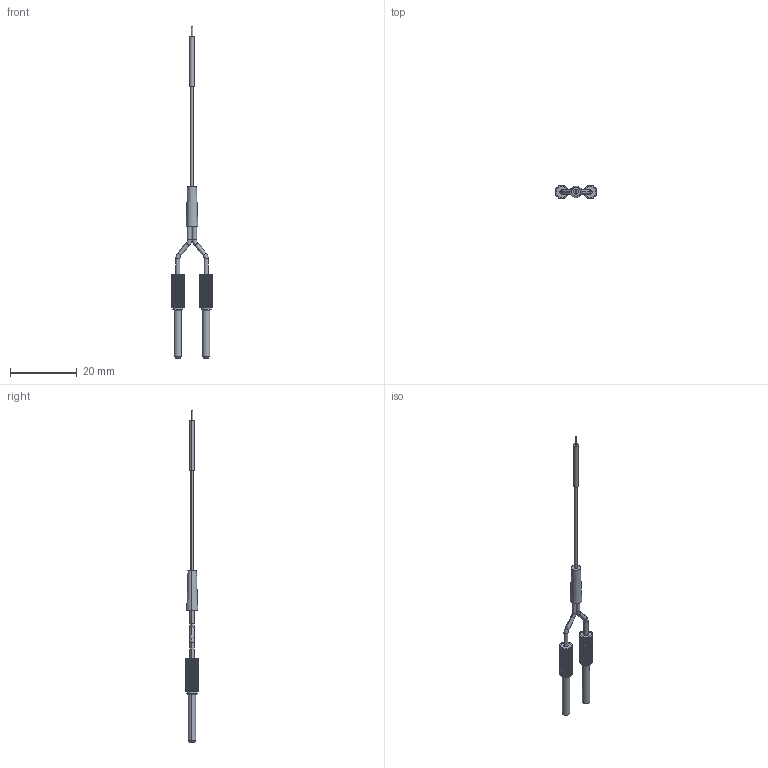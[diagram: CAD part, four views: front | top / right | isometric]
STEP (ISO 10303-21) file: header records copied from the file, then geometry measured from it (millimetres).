
FILE_DESCRIPTION (( 'STEP AP214' ), '1' );
FILE_NAME ('FOACAMPDR15_3D.STEP', '2022-02-02T23:10:41', ( '' ), ( '' ), 'SwSTEP 2.0', 'SolidWorks 2021', '' );
FILE_SCHEMA (( 'AUTOMOTIVE_DESIGN' ));
Length unit declared in the file: inch
Products named in the file (1): FOACAMPDR15_3D
Bounding box: 12.47 x 3.97 x 99.5 mm (x, y, z)
Volume: 507.8 mm3; surface area: 1089.2 mm2
Topology: 1 solids, 1 shells, 175 faces, 464 edges, 300 vertices
Faces by surface type: plane 91, cylinder 66, cone 10, bspline 8
Entity records: 5550 total; most frequent: CARTESIAN_POINT 1060, DIRECTION 948, ORIENTED_EDGE 928, EDGE_CURVE 464, AXIS2_PLACEMENT_3D 316, VECTOR 316, LINE 316, VERTEX_POINT 300
